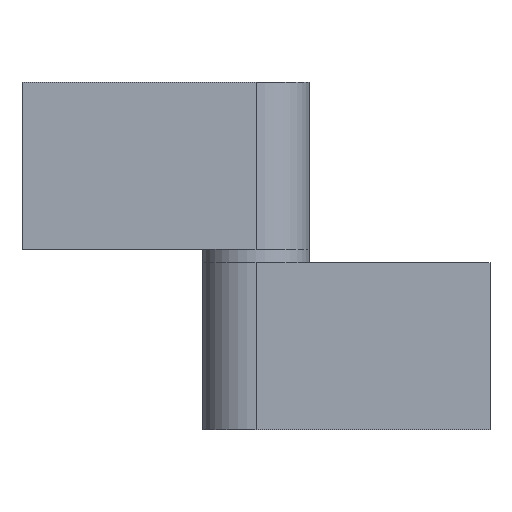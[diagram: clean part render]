
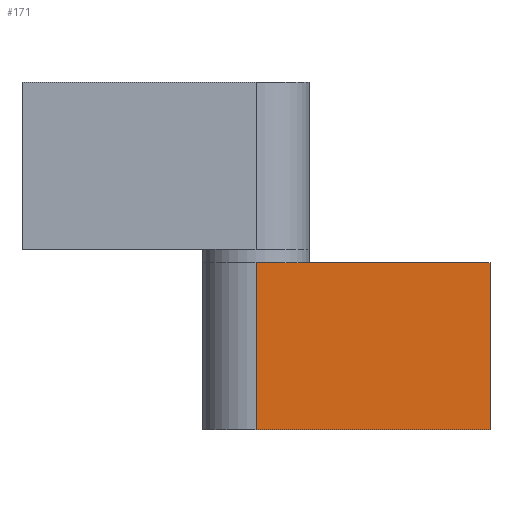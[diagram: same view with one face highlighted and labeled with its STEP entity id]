
A CAD part, top view. The second image highlights one B-rep face of the part: STEP entity #171.
In plain terms, the highlighted planar face has unit normal (0, 0, 1).
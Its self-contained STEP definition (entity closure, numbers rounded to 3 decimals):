
#82 = VERTEX_POINT ( 'NONE', #308 ) ;
#84 = EDGE_CURVE ( 'NONE', #88, #82, #277, .T. ) ;
#86 = EDGE_CURVE ( 'NONE', #88, #87, #273, .T. ) ;
#87 = VERTEX_POINT ( 'NONE', #267 ) ;
#88 = VERTEX_POINT ( 'NONE', #269 ) ;
#98 = ORIENTED_EDGE ( 'NONE', *, *, #84, .T. ) ;
#124 = VERTEX_POINT ( 'NONE', #202 ) ;
#126 = EDGE_CURVE ( 'NONE', #82, #124, #201, .T. ) ;
#171 = ADVANCED_FACE ( 'NONE', ( #352 ), #295, .F. ) ;
#172 = EDGE_LOOP ( 'NONE', ( #173, #174, #176, #98 ) ) ;
#173 = ORIENTED_EDGE ( 'NONE', *, *, #126, .T. ) ;
#174 = ORIENTED_EDGE ( 'NONE', *, *, #175, .F. ) ;
#175 = EDGE_CURVE ( 'NONE', #87, #124, #290, .T. ) ;
#176 = ORIENTED_EDGE ( 'NONE', *, *, #86, .F. ) ;
#198 = DIRECTION ( 'NONE',  ( 1., 0., 0. ) ) ;
#199 = VECTOR ( 'NONE', #198, 1000. ) ;
#200 = CARTESIAN_POINT ( 'NONE',  ( 0., 0., 8. ) ) ;
#201 = LINE ( 'NONE', #200, #199 ) ;
#202 = CARTESIAN_POINT ( 'NONE',  ( 35., 0., 8. ) ) ;
#267 = CARTESIAN_POINT ( 'NONE',  ( 35., 25., 8. ) ) ;
#269 = CARTESIAN_POINT ( 'NONE',  ( 0., 25., 8. ) ) ;
#270 = DIRECTION ( 'NONE',  ( 1., 0., 0. ) ) ;
#271 = VECTOR ( 'NONE', #270, 1000. ) ;
#272 = CARTESIAN_POINT ( 'NONE',  ( 0., 25., 8. ) ) ;
#273 = LINE ( 'NONE', #272, #271 ) ;
#274 = DIRECTION ( 'NONE',  ( 0., -1., 0. ) ) ;
#275 = VECTOR ( 'NONE', #274, 1000. ) ;
#276 = CARTESIAN_POINT ( 'NONE',  ( 0., 25., 8. ) ) ;
#277 = LINE ( 'NONE', #276, #275 ) ;
#287 = DIRECTION ( 'NONE',  ( 0., -1., 0. ) ) ;
#288 = VECTOR ( 'NONE', #287, 1000. ) ;
#289 = CARTESIAN_POINT ( 'NONE',  ( 35., 25., 8. ) ) ;
#290 = LINE ( 'NONE', #289, #288 ) ;
#291 = DIRECTION ( 'NONE',  ( -1., 0., 0. ) ) ;
#292 = DIRECTION ( 'NONE',  ( 0., 0., -1. ) ) ;
#293 = CARTESIAN_POINT ( 'NONE',  ( 0., 25., 8. ) ) ;
#294 = AXIS2_PLACEMENT_3D ( 'NONE', #293, #292, #291 ) ;
#295 = PLANE ( 'NONE',  #294 ) ;
#308 = CARTESIAN_POINT ( 'NONE',  ( 0., 0., 8. ) ) ;
#352 = FACE_OUTER_BOUND ( 'NONE', #172, .T. ) ;
